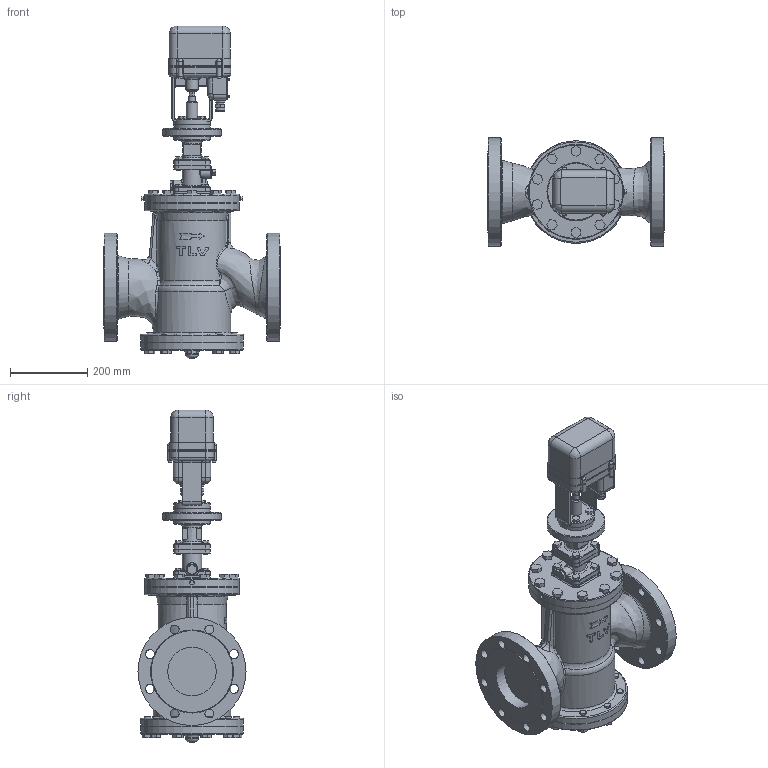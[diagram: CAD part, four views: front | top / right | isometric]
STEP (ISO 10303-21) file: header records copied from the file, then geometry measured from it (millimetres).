
FILE_DESCRIPTION(/* description */ (''),/* implementation_level */ '2;1');
FILE_NAME(/* name */ 'ccr16-125-a0250-00.stp',/* time_stamp */ '2018-01-17T09:29:53+09:00',/* author */ ('nakaot'),/* organization */ (''),/* preprocessor_version */ 'ST-DEVELOPER v15.6',/* originating_system */ 'Autodesk Inventor 2015',/* authorisation */ '');
FILE_SCHEMA (('CONFIG_CONTROL_DESIGN'));
Length unit declared in the file: millimetre
Products named in the file (1): ccr16-125-a0250-00
Bounding box: 456 x 279 x 857 mm (x, y, z)
Volume: 23430717.2 mm3; surface area: 1287613 mm2
Topology: 1 solids, 1 shells, 1173 faces, 2955 edges, 1853 vertices
Faces by surface type: plane 614, cylinder 318, bspline 124, torus 95, sphere 12, cone 10
Full cylindrical faces by diameter (mm): 5.5 x4, 5.9 x4, 6 x4, 10 x16, 12 x2, 16 x40, 17 x1, 18 x1, 20 x2, 21 x1, 23 x17, 24 x2, 25.426 x1, 30 x1, 32 x1, 32.873 x1, 34 x1, 36.049 x1, 52.893 x1, 53.447 x1, 57.382 x1, 95 x3, 125 x2, 137.23 x1, 150 x1, 157.458 x1, 200 x1, 245 x2, 265 x2, 279 x2
Entity records: 41422 total; most frequent: CARTESIAN_POINT 14498, ORIENTED_EDGE 5482, DIRECTION 5381, EDGE_CURVE 2741, AXIS2_PLACEMENT_3D 1969, VERTEX_POINT 1809, EDGE_LOOP 1504, LINE 1443
